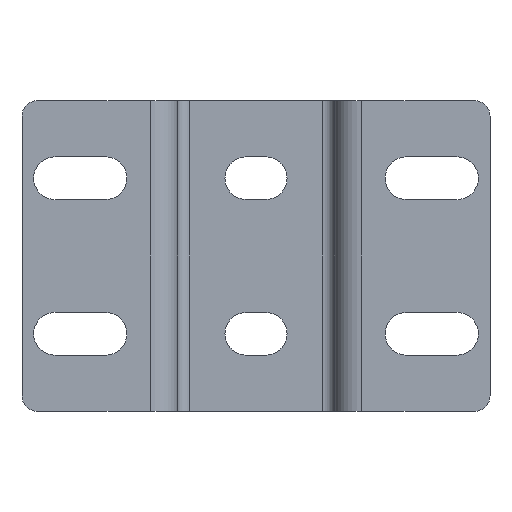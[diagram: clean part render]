
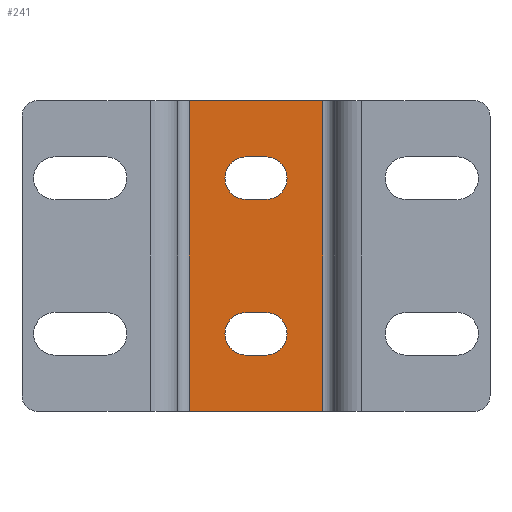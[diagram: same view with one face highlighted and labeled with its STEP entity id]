
A CAD part, left-side view. The second image highlights one B-rep face of the part: STEP entity #241.
In plain terms, the highlighted planar face has unit normal (-1, 0, 0).
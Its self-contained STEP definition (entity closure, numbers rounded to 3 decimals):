
#16 = EDGE_CURVE ( 'NONE', #528, #458, #450, .T. ) ;
#44 = LINE ( 'NONE', #1987, #1512 ) ;
#54 = CIRCLE ( 'NONE', #1149, 2.75 ) ;
#62 = DIRECTION ( 'NONE',  ( -1., 0., 0. ) ) ;
#65 = CIRCLE ( 'NONE', #553, 2.75 ) ;
#104 = ORIENTED_EDGE ( 'NONE', *, *, #1840, .F. ) ;
#110 = FACE_BOUND ( 'NONE', #1158, .T. ) ;
#117 = EDGE_CURVE ( 'NONE', #327, #1540, #65, .T. ) ;
#133 = CARTESIAN_POINT ( 'NONE',  ( -2., -20.7, 20. ) ) ;
#142 = VERTEX_POINT ( 'NONE', #898 ) ;
#177 = CARTESIAN_POINT ( 'NONE',  ( -2., -10.85, -10. ) ) ;
#194 = ORIENTED_EDGE ( 'NONE', *, *, #1426, .T. ) ;
#221 = EDGE_LOOP ( 'NONE', ( #104, #1107, #1864, #2047 ) ) ;
#226 = CARTESIAN_POINT ( 'NONE',  ( -2., -13.35, 10. ) ) ;
#241 = ADVANCED_FACE ( 'NONE', ( #258, #110, #766 ), #580, .T. ) ;
#258 = FACE_OUTER_BOUND ( 'NONE', #1709, .T. ) ;
#264 = DIRECTION ( 'NONE',  ( 0., 1., 0. ) ) ;
#280 = VECTOR ( 'NONE', #1424, 1000. ) ;
#287 = CARTESIAN_POINT ( 'NONE',  ( -2., -10.85, 10. ) ) ;
#301 = EDGE_CURVE ( 'NONE', #340, #975, #908, .T. ) ;
#327 = VERTEX_POINT ( 'NONE', #1244 ) ;
#340 = VERTEX_POINT ( 'NONE', #604 ) ;
#344 = DIRECTION ( 'NONE',  ( 0., -1., 0. ) ) ;
#352 = LINE ( 'NONE', #797, #1086 ) ;
#399 = VECTOR ( 'NONE', #1285, 1000. ) ;
#419 = DIRECTION ( 'NONE',  ( -1., 0., 0. ) ) ;
#431 = CARTESIAN_POINT ( 'NONE',  ( -2., 0., 20. ) ) ;
#450 = CIRCLE ( 'NONE', #934, 2.75 ) ;
#452 = EDGE_CURVE ( 'NONE', #1172, #921, #54, .T. ) ;
#458 = VERTEX_POINT ( 'NONE', #2010 ) ;
#528 = VERTEX_POINT ( 'NONE', #1539 ) ;
#542 = CARTESIAN_POINT ( 'NONE',  ( -2., -10.85, -12.75 ) ) ;
#546 = DIRECTION ( 'NONE',  ( 0., 1., 0. ) ) ;
#553 = AXIS2_PLACEMENT_3D ( 'NONE', #177, #62, #2013 ) ;
#580 = PLANE ( 'NONE',  #1863 ) ;
#604 = CARTESIAN_POINT ( 'NONE',  ( -2., -20.7, 20. ) ) ;
#611 = LINE ( 'NONE', #759, #280 ) ;
#658 = VECTOR ( 'NONE', #937, 1000. ) ;
#659 = EDGE_CURVE ( 'NONE', #1153, #975, #1609, .T. ) ;
#692 = ORIENTED_EDGE ( 'NONE', *, *, #826, .T. ) ;
#712 = EDGE_CURVE ( 'NONE', #1172, #528, #352, .T. ) ;
#759 = CARTESIAN_POINT ( 'NONE',  ( -2., 0., 12.75 ) ) ;
#761 = DIRECTION ( 'NONE',  ( 1., 0., 0. ) ) ;
#766 = FACE_BOUND ( 'NONE', #221, .T. ) ;
#771 = VERTEX_POINT ( 'NONE', #1858 ) ;
#797 = CARTESIAN_POINT ( 'NONE',  ( -2., 0., 7.25 ) ) ;
#820 = CIRCLE ( 'NONE', #964, 2.75 ) ;
#826 = EDGE_CURVE ( 'NONE', #458, #921, #611, .T. ) ;
#892 = LINE ( 'NONE', #1221, #2057 ) ;
#897 = ORIENTED_EDGE ( 'NONE', *, *, #16, .T. ) ;
#898 = CARTESIAN_POINT ( 'NONE',  ( -2., -13.35, -7.25 ) ) ;
#901 = EDGE_CURVE ( 'NONE', #142, #771, #820, .T. ) ;
#908 = LINE ( 'NONE', #431, #1161 ) ;
#921 = VERTEX_POINT ( 'NONE', #1463 ) ;
#934 = AXIS2_PLACEMENT_3D ( 'NONE', #287, #761, #1414 ) ;
#937 = DIRECTION ( 'NONE',  ( 0., 0., 1. ) ) ;
#956 = LINE ( 'NONE', #133, #658 ) ;
#959 = CARTESIAN_POINT ( 'NONE',  ( -2., -3.5, 20. ) ) ;
#964 = AXIS2_PLACEMENT_3D ( 'NONE', #991, #1953, #344 ) ;
#975 = VERTEX_POINT ( 'NONE', #1337 ) ;
#991 = CARTESIAN_POINT ( 'NONE',  ( -2., -13.35, -10. ) ) ;
#1086 = VECTOR ( 'NONE', #2085, 1000. ) ;
#1107 = ORIENTED_EDGE ( 'NONE', *, *, #117, .F. ) ;
#1112 = CARTESIAN_POINT ( 'NONE',  ( -2., 0., 20. ) ) ;
#1134 = CARTESIAN_POINT ( 'NONE',  ( -2., 0., -12.75 ) ) ;
#1149 = AXIS2_PLACEMENT_3D ( 'NONE', #226, #1815, #1642 ) ;
#1153 = VERTEX_POINT ( 'NONE', #1837 ) ;
#1158 = EDGE_LOOP ( 'NONE', ( #692, #1312, #1375, #897 ) ) ;
#1161 = VECTOR ( 'NONE', #1583, 1000. ) ;
#1171 = EDGE_CURVE ( 'NONE', #142, #327, #44, .T. ) ;
#1172 = VERTEX_POINT ( 'NONE', #1213 ) ;
#1173 = ORIENTED_EDGE ( 'NONE', *, *, #659, .F. ) ;
#1213 = CARTESIAN_POINT ( 'NONE',  ( -2., -13.35, 7.25 ) ) ;
#1221 = CARTESIAN_POINT ( 'NONE',  ( -2., 0., -20. ) ) ;
#1244 = CARTESIAN_POINT ( 'NONE',  ( -2., -10.85, -7.25 ) ) ;
#1285 = DIRECTION ( 'NONE',  ( 0., 0., 1. ) ) ;
#1312 = ORIENTED_EDGE ( 'NONE', *, *, #452, .F. ) ;
#1337 = CARTESIAN_POINT ( 'NONE',  ( -2., -3.5, 20. ) ) ;
#1375 = ORIENTED_EDGE ( 'NONE', *, *, #712, .T. ) ;
#1414 = DIRECTION ( 'NONE',  ( 0., 1., 0. ) ) ;
#1424 = DIRECTION ( 'NONE',  ( 0., -1., 0. ) ) ;
#1426 = EDGE_CURVE ( 'NONE', #1681, #340, #956, .T. ) ;
#1463 = CARTESIAN_POINT ( 'NONE',  ( -2., -13.35, 12.75 ) ) ;
#1512 = VECTOR ( 'NONE', #546, 1000. ) ;
#1539 = CARTESIAN_POINT ( 'NONE',  ( -2., -10.85, 7.25 ) ) ;
#1540 = VERTEX_POINT ( 'NONE', #542 ) ;
#1550 = EDGE_CURVE ( 'NONE', #1681, #1153, #892, .T. ) ;
#1583 = DIRECTION ( 'NONE',  ( 0., 1., 0. ) ) ;
#1609 = LINE ( 'NONE', #959, #399 ) ;
#1642 = DIRECTION ( 'NONE',  ( 0., -1., 0. ) ) ;
#1681 = VERTEX_POINT ( 'NONE', #1823 ) ;
#1709 = EDGE_LOOP ( 'NONE', ( #1173, #1784, #194, #1918 ) ) ;
#1760 = DIRECTION ( 'NONE',  ( 0., -1., 0. ) ) ;
#1776 = VECTOR ( 'NONE', #1760, 1000. ) ;
#1784 = ORIENTED_EDGE ( 'NONE', *, *, #1550, .F. ) ;
#1815 = DIRECTION ( 'NONE',  ( -1., 0., 0. ) ) ;
#1823 = CARTESIAN_POINT ( 'NONE',  ( -2., -20.7, -20. ) ) ;
#1837 = CARTESIAN_POINT ( 'NONE',  ( -2., -3.5, -20. ) ) ;
#1840 = EDGE_CURVE ( 'NONE', #1540, #771, #1946, .T. ) ;
#1858 = CARTESIAN_POINT ( 'NONE',  ( -2., -13.35, -12.75 ) ) ;
#1863 = AXIS2_PLACEMENT_3D ( 'NONE', #1112, #419, #2069 ) ;
#1864 = ORIENTED_EDGE ( 'NONE', *, *, #1171, .F. ) ;
#1918 = ORIENTED_EDGE ( 'NONE', *, *, #301, .T. ) ;
#1946 = LINE ( 'NONE', #1134, #1776 ) ;
#1953 = DIRECTION ( 'NONE',  ( 1., 0., 0. ) ) ;
#1987 = CARTESIAN_POINT ( 'NONE',  ( -2., 0., -7.25 ) ) ;
#2010 = CARTESIAN_POINT ( 'NONE',  ( -2., -10.85, 12.75 ) ) ;
#2013 = DIRECTION ( 'NONE',  ( 0., 1., 0. ) ) ;
#2047 = ORIENTED_EDGE ( 'NONE', *, *, #901, .T. ) ;
#2057 = VECTOR ( 'NONE', #264, 1000. ) ;
#2069 = DIRECTION ( 'NONE',  ( 0., -1., 0. ) ) ;
#2085 = DIRECTION ( 'NONE',  ( 0., 1., 0. ) ) ;
